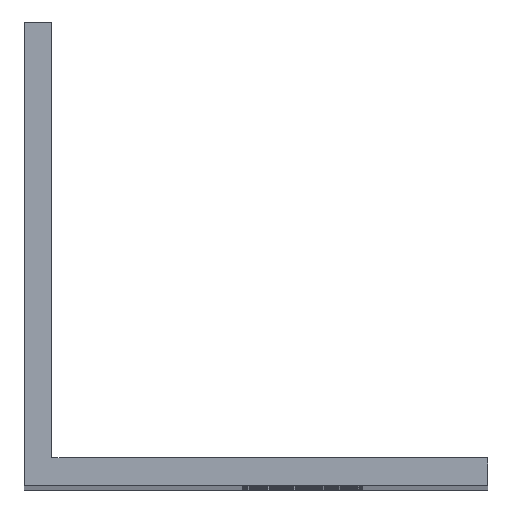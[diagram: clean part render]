
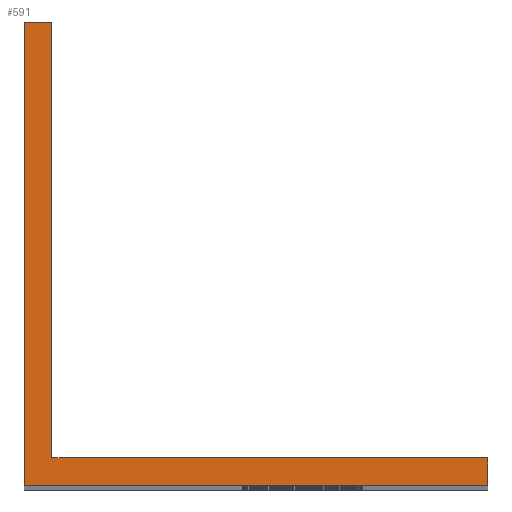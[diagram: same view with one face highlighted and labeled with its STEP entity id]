
A CAD part, top view. The second image highlights one B-rep face of the part: STEP entity #591.
In plain terms, the highlighted planar face has unit normal (0, 0, 1).
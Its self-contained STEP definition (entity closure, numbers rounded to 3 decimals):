
#6 = AXIS2_PLACEMENT_3D ( 'NONE', #583, #1651, #995 ) ;
#10 = LINE ( 'NONE', #930, #380 ) ;
#13 = CARTESIAN_POINT ( 'NONE',  ( 50., 3., 134. ) ) ;
#60 = CARTESIAN_POINT ( 'NONE',  ( 50., 0., 134. ) ) ;
#82 = EDGE_LOOP ( 'NONE', ( #1458, #987, #206, #1085, #671, #902 ) ) ;
#146 = DIRECTION ( 'NONE',  ( 0., 1., 0. ) ) ;
#168 = VERTEX_POINT ( 'NONE', #60 ) ;
#195 = LINE ( 'NONE', #273, #1216 ) ;
#206 = ORIENTED_EDGE ( 'NONE', *, *, #1259, .T. ) ;
#273 = CARTESIAN_POINT ( 'NONE',  ( 50., 3., 134. ) ) ;
#291 = EDGE_CURVE ( 'NONE', #1227, #1107, #416, .T. ) ;
#297 = LINE ( 'NONE', #576, #596 ) ;
#380 = VECTOR ( 'NONE', #146, 1000. ) ;
#393 = VECTOR ( 'NONE', #1424, 1000. ) ;
#416 = LINE ( 'NONE', #740, #393 ) ;
#452 = DIRECTION ( 'NONE',  ( -1., 0., 0. ) ) ;
#550 = CARTESIAN_POINT ( 'NONE',  ( 0., 0., 134. ) ) ;
#555 = VERTEX_POINT ( 'NONE', #665 ) ;
#576 = CARTESIAN_POINT ( 'NONE',  ( 50., 0., 134. ) ) ;
#583 = CARTESIAN_POINT ( 'NONE',  ( 0., 0., 134. ) ) ;
#591 = ADVANCED_FACE ( 'NONE', ( #1477 ), #982, .F. ) ;
#596 = VECTOR ( 'NONE', #1257, 1000. ) ;
#632 = EDGE_CURVE ( 'NONE', #555, #168, #297, .T. ) ;
#665 = CARTESIAN_POINT ( 'NONE',  ( 0., 0., 134. ) ) ;
#671 = ORIENTED_EDGE ( 'NONE', *, *, #291, .T. ) ;
#740 = CARTESIAN_POINT ( 'NONE',  ( 0., 50., 134. ) ) ;
#803 = LINE ( 'NONE', #850, #904 ) ;
#810 = LINE ( 'NONE', #550, #1056 ) ;
#827 = CARTESIAN_POINT ( 'NONE',  ( 3., 3., 134. ) ) ;
#850 = CARTESIAN_POINT ( 'NONE',  ( 3., 3., 134. ) ) ;
#902 = ORIENTED_EDGE ( 'NONE', *, *, #1067, .T. ) ;
#904 = VECTOR ( 'NONE', #452, 1000. ) ;
#928 = VERTEX_POINT ( 'NONE', #13 ) ;
#930 = CARTESIAN_POINT ( 'NONE',  ( 3., 50., 134. ) ) ;
#982 = PLANE ( 'NONE',  #6 ) ;
#987 = ORIENTED_EDGE ( 'NONE', *, *, #1499, .T. ) ;
#995 = DIRECTION ( 'NONE',  ( -1., 0., 0. ) ) ;
#1000 = EDGE_CURVE ( 'NONE', #1158, #1227, #10, .T. ) ;
#1056 = VECTOR ( 'NONE', #1602, 1000. ) ;
#1067 = EDGE_CURVE ( 'NONE', #1107, #555, #810, .T. ) ;
#1085 = ORIENTED_EDGE ( 'NONE', *, *, #1000, .T. ) ;
#1107 = VERTEX_POINT ( 'NONE', #1596 ) ;
#1158 = VERTEX_POINT ( 'NONE', #827 ) ;
#1216 = VECTOR ( 'NONE', #1333, 1000. ) ;
#1227 = VERTEX_POINT ( 'NONE', #1547 ) ;
#1257 = DIRECTION ( 'NONE',  ( 1., 0., 0. ) ) ;
#1259 = EDGE_CURVE ( 'NONE', #928, #1158, #803, .T. ) ;
#1333 = DIRECTION ( 'NONE',  ( 0., 1., 0. ) ) ;
#1424 = DIRECTION ( 'NONE',  ( -1., 0., 0. ) ) ;
#1458 = ORIENTED_EDGE ( 'NONE', *, *, #632, .T. ) ;
#1477 = FACE_OUTER_BOUND ( 'NONE', #82, .T. ) ;
#1499 = EDGE_CURVE ( 'NONE', #168, #928, #195, .T. ) ;
#1547 = CARTESIAN_POINT ( 'NONE',  ( 3., 50., 134. ) ) ;
#1596 = CARTESIAN_POINT ( 'NONE',  ( 0., 50., 134. ) ) ;
#1602 = DIRECTION ( 'NONE',  ( 0., -1., 0. ) ) ;
#1651 = DIRECTION ( 'NONE',  ( 0., 0., -1. ) ) ;
